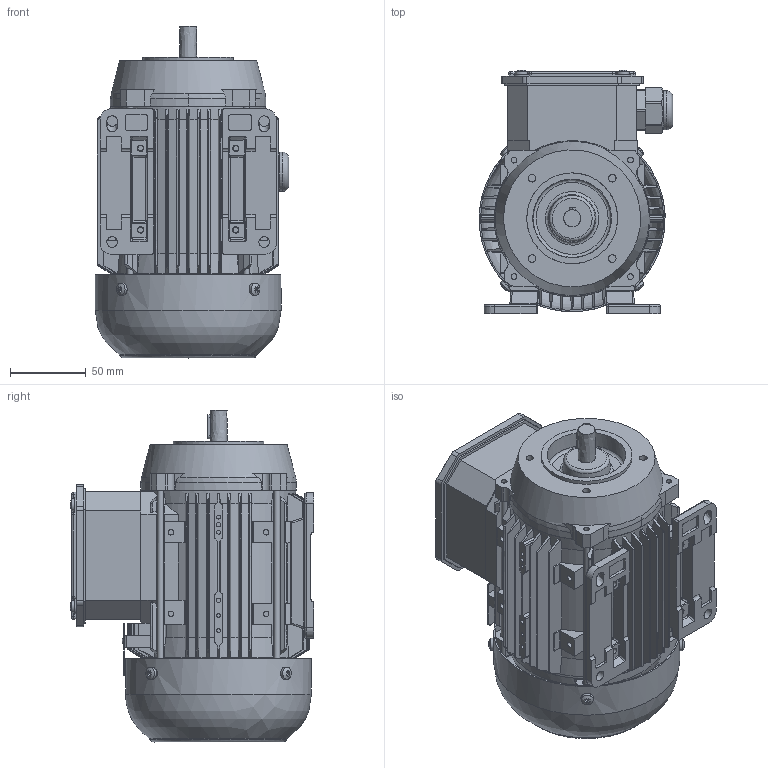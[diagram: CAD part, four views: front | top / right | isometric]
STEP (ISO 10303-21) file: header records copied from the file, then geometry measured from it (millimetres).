
FILE_DESCRIPTION((''),'2;1');
FILE_NAME('QS63PCGMM.stp','2009-11-06T14:36:19',( 'User'),('SDRC'),'I-DEAS Master Series','UNIX','Yes');
FILE_SCHEMA(('AUTOMOTIVE_DESIGN { 1 0 10303 214 1 1 1 1 }'));
Length unit declared in the file: millimetre
Products named in the file (1): GMM_000000000290
Bounding box: 127.92 x 161.1 x 219.46 mm (x, y, z)
Volume: 45336.4 mm3; surface area: 395412.1 mm2
Topology: 5 solids, 39 shells, 2855 faces, 7757 edges, 5010 vertices
Faces by surface type: bspline 2855
Entity records: 97038 total; most frequent: CARTESIAN_POINT 53275, ORIENTED_EDGE 15309, EDGE_CURVE 7715, VERTEX_POINT 5003, B_SPLINE_CURVE_WITH_KNOTS 3504, EDGE_LOOP 3120, FACE_OUTER_BOUND 2855, ADVANCED_FACE 2855
